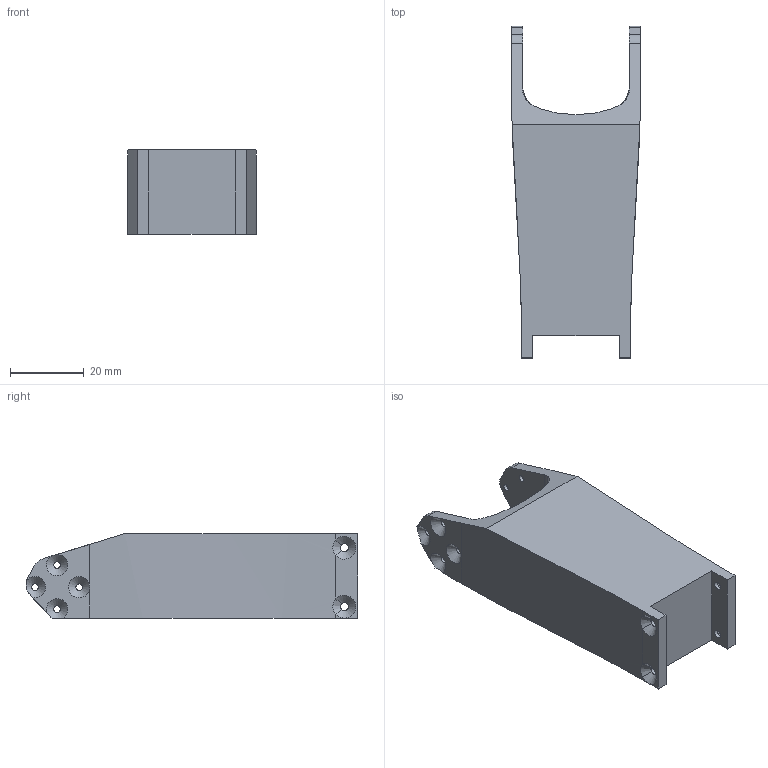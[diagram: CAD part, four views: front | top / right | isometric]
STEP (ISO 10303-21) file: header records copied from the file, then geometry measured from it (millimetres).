
FILE_DESCRIPTION(/* description */ (''),/* implementation_level */ '2;1');
FILE_NAME(/* name */ 'elbow_to_wrist_extension.step',/* time_stamp */ '2024-03-26T14:54:02-07:00',/* author */ (''),/* organization */ (''),/* preprocessor_version */ 'ST-DEVELOPER v20',/* originating_system */ 'Autodesk Translation Framework v12.20.1.177',/* authorisation */ '');
FILE_SCHEMA (('AUTOMOTIVE_DESIGN { 1 0 10303 214 3 1 1 }'));
Length unit declared in the file: millimetre
Products named in the file (1): connector
Bounding box: 35 x 90.1 x 23 mm (x, y, z)
Volume: 47833.9 mm3; surface area: 10552.4 mm2
Topology: 1 solids, 1 shells, 54 faces, 176 edges, 112 vertices
Faces by surface type: plane 18, cylinder 16, cone 12, bspline 8
Full cylindrical faces by diameter (mm): 1.8 x8, 2.2 x4
Entity records: 2237 total; most frequent: CARTESIAN_POINT 691, ORIENTED_EDGE 352, DIRECTION 284, EDGE_CURVE 176, VERTEX_POINT 112, AXIS2_PLACEMENT_3D 97, LINE 90, VECTOR 90
